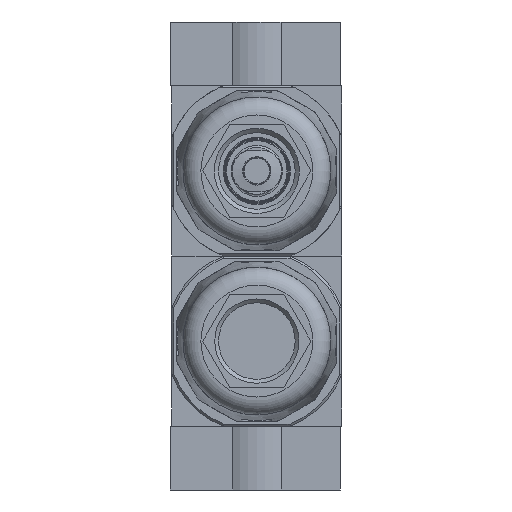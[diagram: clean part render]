
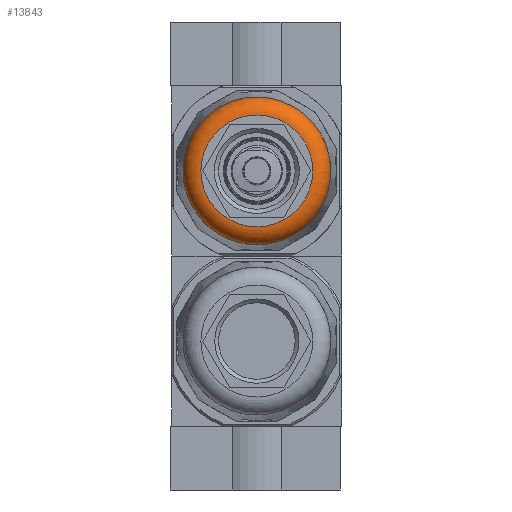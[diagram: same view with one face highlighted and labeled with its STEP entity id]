
A CAD part, front view. The second image highlights one B-rep face of the part: STEP entity #13843.
In plain terms, the highlighted toroidal (fillet/blend) face has major radius 13.15 mm and minor radius 4.2 mm.
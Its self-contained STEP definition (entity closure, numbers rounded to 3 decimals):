
#29=TOROIDAL_SURFACE('',#19691,13.15,4.2);
#1242=CIRCLE('',#19690,13.15);
#1243=CIRCLE('',#19692,17.35);
#3294=ORIENTED_EDGE('',*,*,#6566,.T.);
#3295=ORIENTED_EDGE('',*,*,#6565,.F.);
#6565=EDGE_CURVE('',#8333,#8333,#1242,.T.);
#6566=EDGE_CURVE('',#8334,#8334,#1243,.T.);
#8333=VERTEX_POINT('',#26884);
#8334=VERTEX_POINT('',#26887);
#11366=EDGE_LOOP('',(#3294));
#11367=EDGE_LOOP('',(#3295));
#12451=FACE_BOUND('',#11366,.T.);
#12452=FACE_BOUND('',#11367,.T.);
#13843=ADVANCED_FACE('',(#12451,#12452),#29,.T.);
#19690=AXIS2_PLACEMENT_3D('',#26883,#22446,#22447);
#19691=AXIS2_PLACEMENT_3D('',#26885,#22448,#22449);
#19692=AXIS2_PLACEMENT_3D('',#26886,#22450,#22451);
#22446=DIRECTION('',(0.,-1.,0.));
#22447=DIRECTION('',(0.,0.,-1.));
#22448=DIRECTION('',(0.,-1.,0.));
#22449=DIRECTION('',(0.,0.,-1.));
#22450=DIRECTION('',(0.,-1.,0.));
#22451=DIRECTION('',(0.,0.,-1.));
#26883=CARTESIAN_POINT('',(0.,-119.,0.));
#26884=CARTESIAN_POINT('',(0.,-119.,-13.15));
#26885=CARTESIAN_POINT('',(0.,-114.8,0.));
#26886=CARTESIAN_POINT('',(0.,-114.8,0.));
#26887=CARTESIAN_POINT('',(0.,-114.8,-17.35));
